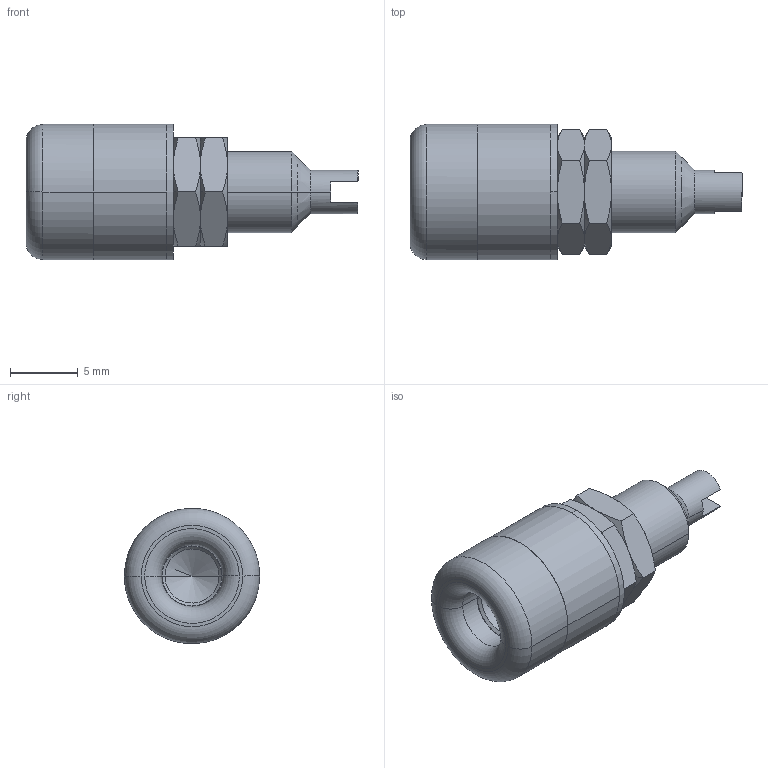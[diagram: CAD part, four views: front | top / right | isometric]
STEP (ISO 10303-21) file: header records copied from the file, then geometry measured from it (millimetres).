
FILE_DESCRIPTION (( 'STEP AP214' ), '1' );
FILE_NAME ('ibu401_black.stp', '2023-12-01T09:27:20', ( '' ), ( '' ), 'SwSTEP 2.0', 'SolidWorks 2021', '' );
FILE_SCHEMA (( 'AUTOMOTIVE_DESIGN' ));
Length unit declared in the file: millimetre
Products named in the file (9): ibu401_black.stp; 1745_ISO_IBU_401.stp.stp; 1758_U-SCHEIBE.stp.stp; ibu401_black.stp.stp; 1757_SECHSKANTMUTTER.stp.stp; 1746_IBU_3.stp.stp; 1747_IBU_401_U1_ASM.stp.stp; 1744_IBU_401.stp.stp; ibu401_black
Assembly tree (9 placements, depth 5):
  ibu401_black
    ibu401_black.stp
      ibu401_black.stp.stp
        1747_IBU_401_U1_ASM.stp.stp
          1744_IBU_401.stp.stp
          1745_ISO_IBU_401.stp.stp
        1746_IBU_3.stp.stp
        1758_U-SCHEIBE.stp.stp
        1757_SECHSKANTMUTTER.stp.stp  x2
Bounding box: 24.55 x 10 x 10 mm (x, y, z)
Volume: 222.3 mm3; surface area: 2339.5 mm2
Topology: 2 solids, 10 shells, 128 faces, 287 edges, 173 vertices
Faces by surface type: cone 46, plane 40, cylinder 38, torus 4
Entity records: 4478 total; most frequent: CARTESIAN_POINT 1983, ORIENTED_EDGE 426, DIRECTION 278, EDGE_CURVE 219, B_SPLINE_CURVE_WITH_KNOTS 189, VERTEX_POINT 135, AXIS2_PLACEMENT_3D 134, EDGE_LOOP 110
